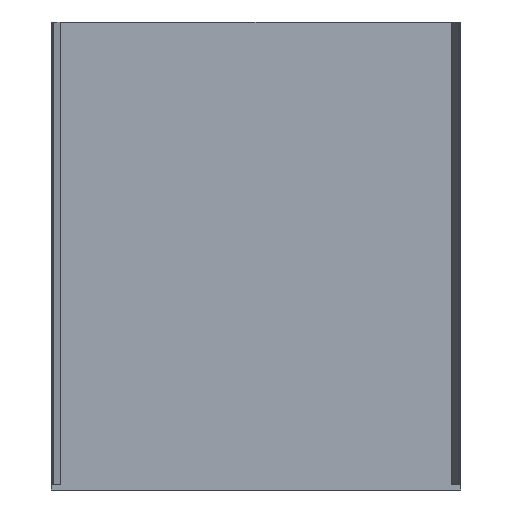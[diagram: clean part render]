
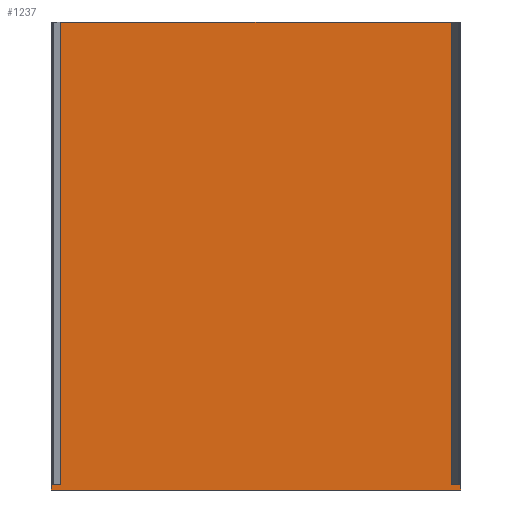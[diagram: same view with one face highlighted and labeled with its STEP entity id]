
A CAD part, front view. The second image highlights one B-rep face of the part: STEP entity #1237.
In plain terms, the highlighted planar face has unit normal (0, -1, 0).
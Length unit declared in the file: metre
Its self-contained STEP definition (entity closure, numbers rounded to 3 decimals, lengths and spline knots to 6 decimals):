
#76=ORIENTED_EDGE('',*,*,#442,.F.);
#77=ORIENTED_EDGE('',*,*,#447,.F.);
#78=ORIENTED_EDGE('',*,*,#448,.F.);
#79=ORIENTED_EDGE('',*,*,#449,.T.);
#80=ORIENTED_EDGE('',*,*,#450,.T.);
#81=ORIENTED_EDGE('',*,*,#451,.T.);
#82=ORIENTED_EDGE('',*,*,#452,.F.);
#83=ORIENTED_EDGE('',*,*,#453,.F.);
#442=EDGE_CURVE('',#628,#629,#752,.T.);
#447=EDGE_CURVE('',#632,#628,#757,.T.);
#448=EDGE_CURVE('',#633,#632,#758,.T.);
#449=EDGE_CURVE('',#633,#634,#759,.F.);
#450=EDGE_CURVE('',#634,#635,#760,.T.);
#451=EDGE_CURVE('',#635,#636,#761,.F.);
#452=EDGE_CURVE('',#637,#636,#762,.T.);
#453=EDGE_CURVE('',#629,#637,#763,.T.);
#628=VERTEX_POINT('',#1782);
#629=VERTEX_POINT('',#1784);
#632=VERTEX_POINT('',#1794);
#633=VERTEX_POINT('',#1796);
#634=VERTEX_POINT('',#1798);
#635=VERTEX_POINT('',#1800);
#636=VERTEX_POINT('',#1802);
#637=VERTEX_POINT('',#1804);
#752=LINE('',#1783,#906);
#757=LINE('',#1793,#911);
#758=LINE('',#1795,#912);
#759=LINE('',#1797,#913);
#760=LINE('',#1799,#914);
#761=LINE('',#1801,#915);
#762=LINE('',#1803,#916);
#763=LINE('',#1805,#917);
#906=VECTOR('',#1424,1.);
#911=VECTOR('',#1433,1.);
#912=VECTOR('',#1434,1.);
#913=VECTOR('',#1435,1.);
#914=VECTOR('',#1436,1.);
#915=VECTOR('',#1437,1.);
#916=VECTOR('',#1438,1.);
#917=VECTOR('',#1439,1.);
#1053=EDGE_LOOP('',(#76,#77,#78,#79,#80,#81,#82,#83));
#1121=FACE_BOUND('',#1053,.T.);
#1188=PLANE('',#1315);
#1237=ADVANCED_FACE('',(#1121),#1188,.F.);
#1315=AXIS2_PLACEMENT_3D('',#1792,#1431,#1432);
#1424=DIRECTION('',(-1.,0.,0.));
#1431=DIRECTION('',(0.,1.,0.));
#1432=DIRECTION('',(-1.,0.,0.));
#1433=DIRECTION('',(0.,0.,-1.));
#1434=DIRECTION('',(1.,0.,0.));
#1435=DIRECTION('',(0.,0.,-1.));
#1436=DIRECTION('',(-1.,0.,0.));
#1437=DIRECTION('',(0.,0.,1.));
#1438=DIRECTION('',(1.,0.,0.));
#1439=DIRECTION('',(0.,0.,1.));
#1782=CARTESIAN_POINT('',(0.13948,-0.11715,-0.14855));
#1783=CARTESIAN_POINT('',(0.041834,-0.11715,-0.14855));
#1784=CARTESIAN_POINT('',(-0.013813,-0.11715,-0.14855));
#1792=CARTESIAN_POINT('',(0.041834,-0.11715,-0.04005));
#1793=CARTESIAN_POINT('',(0.13948,-0.11715,-0.04005));
#1794=CARTESIAN_POINT('',(0.13948,-0.11715,-0.14655));
#1795=CARTESIAN_POINT('',(0.083834,-0.11715,-0.14655));
#1796=CARTESIAN_POINT('',(0.13585,-0.11715,-0.14655));
#1797=CARTESIAN_POINT('',(0.13585,-0.11715,-0.03905));
#1798=CARTESIAN_POINT('',(0.13585,-0.11715,0.02645));
#1799=CARTESIAN_POINT('',(0.041834,-0.11715,0.02645));
#1800=CARTESIAN_POINT('',(-0.010183,-0.11715,0.02645));
#1801=CARTESIAN_POINT('',(-0.010183,-0.11715,-0.04005));
#1802=CARTESIAN_POINT('',(-0.010183,-0.11715,-0.14655));
#1803=CARTESIAN_POINT('',(0.041834,-0.11715,-0.14655));
#1804=CARTESIAN_POINT('',(-0.013813,-0.11715,-0.14655));
#1805=CARTESIAN_POINT('',(-0.013813,-0.11715,-0.04005));
